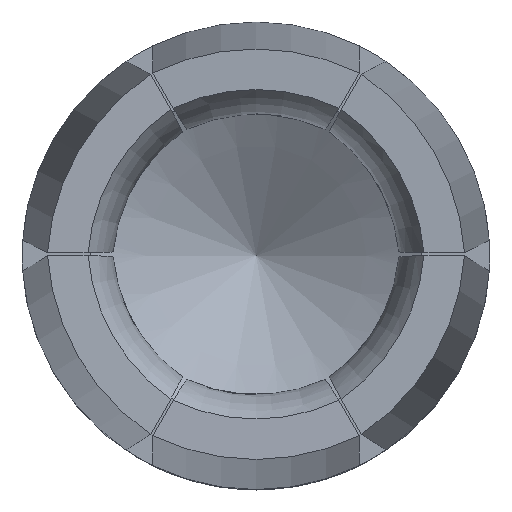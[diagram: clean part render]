
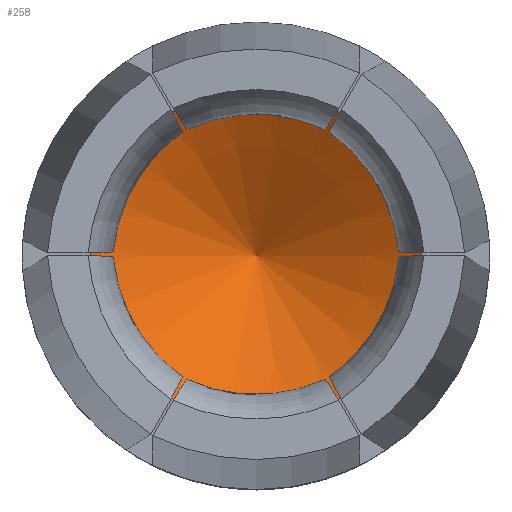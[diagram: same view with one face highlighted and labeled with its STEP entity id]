
A CAD part, top view. The second image highlights one B-rep face of the part: STEP entity #258.
In plain terms, the highlighted conical face has half-angle 60 degrees and reference radius 0 mm.
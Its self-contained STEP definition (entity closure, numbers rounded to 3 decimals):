
#107=CONICAL_SURFACE('',#1375,0.,60.);
#108=VERTEX_LOOP('',#957);
#258=ADVANCED_FACE('',(#392,#393),#107,.F.);
#347=CIRCLE('',#1359,2.125);
#348=CIRCLE('',#1361,2.125);
#349=CIRCLE('',#1363,2.125);
#350=CIRCLE('',#1365,2.125);
#351=CIRCLE('',#1367,2.125);
#352=CIRCLE('',#1369,2.125);
#392=FACE_BOUND('',#431,.T.);
#393=FACE_BOUND('',#108,.T.);
#431=EDGE_LOOP('',(#666,#667,#668,#669,#670,#671,#672,#673,#674,#675,#676,
#677));
#666=ORIENTED_EDGE('',*,*,#1105,.T.);
#667=ORIENTED_EDGE('',*,*,#1111,.T.);
#668=ORIENTED_EDGE('',*,*,#1107,.T.);
#669=ORIENTED_EDGE('',*,*,#1112,.T.);
#670=ORIENTED_EDGE('',*,*,#1099,.T.);
#671=ORIENTED_EDGE('',*,*,#1113,.T.);
#672=ORIENTED_EDGE('',*,*,#1101,.T.);
#673=ORIENTED_EDGE('',*,*,#1114,.T.);
#674=ORIENTED_EDGE('',*,*,#1093,.T.);
#675=ORIENTED_EDGE('',*,*,#1115,.T.);
#676=ORIENTED_EDGE('',*,*,#1095,.T.);
#677=ORIENTED_EDGE('',*,*,#1116,.T.);
#944=VERTEX_POINT('',#2135);
#945=VERTEX_POINT('',#2137);
#946=VERTEX_POINT('',#2141);
#947=VERTEX_POINT('',#2142);
#948=VERTEX_POINT('',#2147);
#949=VERTEX_POINT('',#2149);
#950=VERTEX_POINT('',#2153);
#951=VERTEX_POINT('',#2154);
#952=VERTEX_POINT('',#2159);
#953=VERTEX_POINT('',#2161);
#954=VERTEX_POINT('',#2165);
#955=VERTEX_POINT('',#2166);
#957=VERTEX_POINT('',#2199);
#1093=EDGE_CURVE('',#945,#944,#347,.T.);
#1095=EDGE_CURVE('',#946,#947,#348,.T.);
#1099=EDGE_CURVE('',#949,#948,#349,.T.);
#1101=EDGE_CURVE('',#950,#951,#350,.T.);
#1105=EDGE_CURVE('',#953,#952,#351,.T.);
#1107=EDGE_CURVE('',#954,#955,#352,.T.);
#1111=EDGE_CURVE('',#952,#954,#1255,.T.);
#1112=EDGE_CURVE('',#955,#949,#1256,.T.);
#1113=EDGE_CURVE('',#948,#950,#1257,.T.);
#1114=EDGE_CURVE('',#951,#945,#1258,.T.);
#1115=EDGE_CURVE('',#944,#946,#1259,.T.);
#1116=EDGE_CURVE('',#947,#953,#1260,.T.);
#1255=B_SPLINE_CURVE_WITH_KNOTS('',3,(#2175,#2176,#2177,#2178),
 .UNSPECIFIED.,.F.,.F.,(4,4),(0.,1.),.UNSPECIFIED.);
#1256=B_SPLINE_CURVE_WITH_KNOTS('',3,(#2179,#2180,#2181,#2182),
 .UNSPECIFIED.,.F.,.F.,(4,4),(0.,1.),.UNSPECIFIED.);
#1257=B_SPLINE_CURVE_WITH_KNOTS('',3,(#2183,#2184,#2185,#2186),
 .UNSPECIFIED.,.F.,.F.,(4,4),(0.,1.),.UNSPECIFIED.);
#1258=B_SPLINE_CURVE_WITH_KNOTS('',3,(#2187,#2188,#2189,#2190),
 .UNSPECIFIED.,.F.,.F.,(4,4),(0.,1.),.UNSPECIFIED.);
#1259=B_SPLINE_CURVE_WITH_KNOTS('',3,(#2191,#2192,#2193,#2194),
 .UNSPECIFIED.,.F.,.F.,(4,4),(0.,1.),.UNSPECIFIED.);
#1260=B_SPLINE_CURVE_WITH_KNOTS('',3,(#2195,#2196,#2197,#2198),
 .UNSPECIFIED.,.F.,.F.,(4,4),(0.,1.),.UNSPECIFIED.);
#1359=AXIS2_PLACEMENT_3D('',#2136,#1511,#1512);
#1361=AXIS2_PLACEMENT_3D('',#2140,#1516,#1517);
#1363=AXIS2_PLACEMENT_3D('',#2148,#1523,#1524);
#1365=AXIS2_PLACEMENT_3D('',#2152,#1528,#1529);
#1367=AXIS2_PLACEMENT_3D('',#2160,#1535,#1536);
#1369=AXIS2_PLACEMENT_3D('',#2164,#1540,#1541);
#1375=AXIS2_PLACEMENT_3D('',#2200,#1554,#1555);
#1511=DIRECTION('',(0.,0.,1.));
#1512=DIRECTION('',(-1.,0.,0.));
#1516=DIRECTION('',(0.,0.,1.));
#1517=DIRECTION('',(-1.,0.,0.));
#1523=DIRECTION('',(0.,0.,1.));
#1524=DIRECTION('',(-1.,0.,0.));
#1528=DIRECTION('',(0.,0.,1.));
#1529=DIRECTION('',(-1.,0.,0.));
#1535=DIRECTION('',(0.,0.,1.));
#1536=DIRECTION('',(-1.,0.,0.));
#1540=DIRECTION('',(0.,0.,1.));
#1541=DIRECTION('',(-1.,0.,0.));
#1554=DIRECTION('',(0.,0.,1.));
#1555=DIRECTION('',(1.,0.,0.));
#2135=CARTESIAN_POINT('',(0.885,1.932,11.25));
#2136=CARTESIAN_POINT('',(0.,0.,11.25));
#2137=CARTESIAN_POINT('',(1.231,1.732,11.25));
#2140=CARTESIAN_POINT('',(0.,0.,11.25));
#2141=CARTESIAN_POINT('',(-0.885,1.932,11.25));
#2142=CARTESIAN_POINT('',(-1.231,1.732,11.25));
#2147=CARTESIAN_POINT('',(1.231,-1.732,11.25));
#2148=CARTESIAN_POINT('',(0.,0.,11.25));
#2149=CARTESIAN_POINT('',(0.885,-1.932,11.25));
#2152=CARTESIAN_POINT('',(0.,0.,11.25));
#2153=CARTESIAN_POINT('',(2.116,-0.2,11.25));
#2154=CARTESIAN_POINT('',(2.116,0.2,11.25));
#2159=CARTESIAN_POINT('',(-2.116,-0.2,11.25));
#2160=CARTESIAN_POINT('',(0.,0.,11.25));
#2161=CARTESIAN_POINT('',(-2.116,0.2,11.25));
#2164=CARTESIAN_POINT('',(0.,0.,11.25));
#2165=CARTESIAN_POINT('',(-1.231,-1.732,11.25));
#2166=CARTESIAN_POINT('',(-0.885,-1.932,11.25));
#2175=CARTESIAN_POINT('',(-2.116,-0.2,11.25));
#2176=CARTESIAN_POINT('',(-2.058,-0.806,11.25));
#2177=CARTESIAN_POINT('',(-1.727,-1.38,11.25));
#2178=CARTESIAN_POINT('',(-1.231,-1.732,11.25));
#2179=CARTESIAN_POINT('',(-0.885,-1.932,11.25));
#2180=CARTESIAN_POINT('',(-0.332,-2.185,11.25));
#2181=CARTESIAN_POINT('',(0.332,-2.185,11.25));
#2182=CARTESIAN_POINT('',(0.885,-1.932,11.25));
#2183=CARTESIAN_POINT('',(1.231,-1.732,11.25));
#2184=CARTESIAN_POINT('',(1.727,-1.38,11.25));
#2185=CARTESIAN_POINT('',(2.058,-0.806,11.25));
#2186=CARTESIAN_POINT('',(2.116,-0.2,11.25));
#2187=CARTESIAN_POINT('',(2.116,0.2,11.25));
#2188=CARTESIAN_POINT('',(2.058,0.806,11.25));
#2189=CARTESIAN_POINT('',(1.727,1.38,11.25));
#2190=CARTESIAN_POINT('',(1.231,1.732,11.25));
#2191=CARTESIAN_POINT('',(0.885,1.932,11.25));
#2192=CARTESIAN_POINT('',(0.332,2.185,11.25));
#2193=CARTESIAN_POINT('',(-0.332,2.185,11.25));
#2194=CARTESIAN_POINT('',(-0.885,1.932,11.25));
#2195=CARTESIAN_POINT('',(-1.231,1.732,11.25));
#2196=CARTESIAN_POINT('',(-1.727,1.38,11.25));
#2197=CARTESIAN_POINT('',(-2.058,0.806,11.25));
#2198=CARTESIAN_POINT('',(-2.116,0.2,11.25));
#2199=CARTESIAN_POINT('',(0.,0.,10.023));
#2200=CARTESIAN_POINT('',(0.,0.,10.023));
